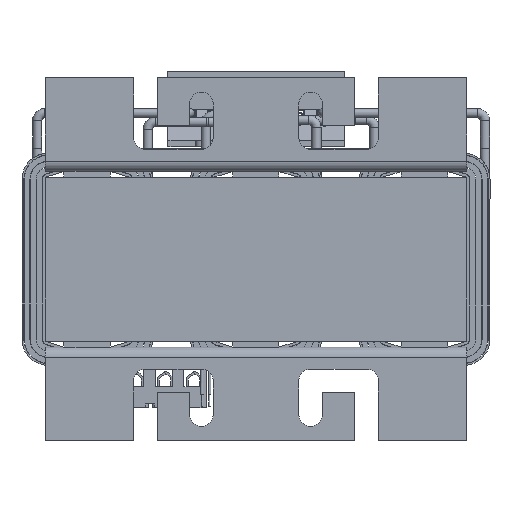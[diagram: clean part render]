
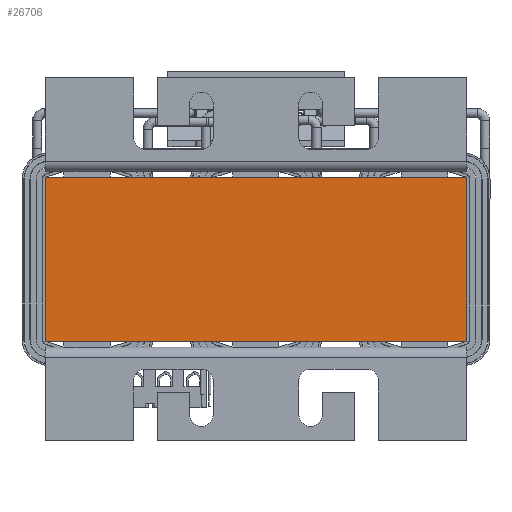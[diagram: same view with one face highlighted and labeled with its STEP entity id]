
A CAD part, front view. The second image highlights one B-rep face of the part: STEP entity #26706.
In plain terms, the highlighted planar face has unit normal (0, -1, 0).
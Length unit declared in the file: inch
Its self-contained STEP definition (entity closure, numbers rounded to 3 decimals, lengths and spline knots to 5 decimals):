
#2405=FACE_OUTER_BOUND('',#3896,.T.);
#3896=EDGE_LOOP('',(#17867,#17868,#17869,#17870));
#5635=LINE('',#38198,#8465);
#5640=LINE('',#38207,#8470);
#5644=LINE('',#38215,#8474);
#5645=LINE('',#38217,#8475);
#8465=VECTOR('',#30974,0.3937);
#8470=VECTOR('',#30981,0.3937);
#8474=VECTOR('',#30989,0.3937);
#8475=VECTOR('',#30992,0.3937);
#11293=VERTEX_POINT('',#38194);
#11295=VERTEX_POINT('',#38197);
#11297=VERTEX_POINT('',#38203);
#11300=VERTEX_POINT('',#38213);
#13894=EDGE_CURVE('',#11295,#11293,#5635,.T.);
#13899=EDGE_CURVE('',#11297,#11295,#5640,.T.);
#13903=EDGE_CURVE('',#11293,#11300,#5644,.T.);
#13904=EDGE_CURVE('',#11300,#11297,#5645,.T.);
#17867=ORIENTED_EDGE('',*,*,#13904,.T.);
#17868=ORIENTED_EDGE('',*,*,#13899,.T.);
#17869=ORIENTED_EDGE('',*,*,#13894,.T.);
#17870=ORIENTED_EDGE('',*,*,#13903,.T.);
#25702=PLANE('',#28744);
#26706=ADVANCED_FACE('',(#2405),#25702,.T.);
#28744=AXIS2_PLACEMENT_3D('',#38216,#30990,#30991);
#30974=DIRECTION('',(1.,0.,0.));
#30981=DIRECTION('',(0.,0.,-1.));
#30989=DIRECTION('',(0.,0.,1.));
#30990=DIRECTION('center_axis',(0.,-1.,0.));
#30991=DIRECTION('ref_axis',(0.,0.,-1.));
#30992=DIRECTION('',(-1.,0.,0.));
#38194=CARTESIAN_POINT('',(7.71526,-0.95864,-1.75));
#38197=CARTESIAN_POINT('',(-1.28474,-0.95864,-1.75));
#38198=CARTESIAN_POINT('',(7.71526,-0.95864,-1.75));
#38203=CARTESIAN_POINT('',(-1.28474,-0.95864,1.75));
#38207=CARTESIAN_POINT('',(-1.28474,-0.95864,0.));
#38213=CARTESIAN_POINT('',(7.71526,-0.95864,1.75));
#38215=CARTESIAN_POINT('',(7.71526,-0.95864,0.));
#38216=CARTESIAN_POINT('Origin',(7.71526,-0.95864,0.));
#38217=CARTESIAN_POINT('',(7.71526,-0.95864,1.75));
